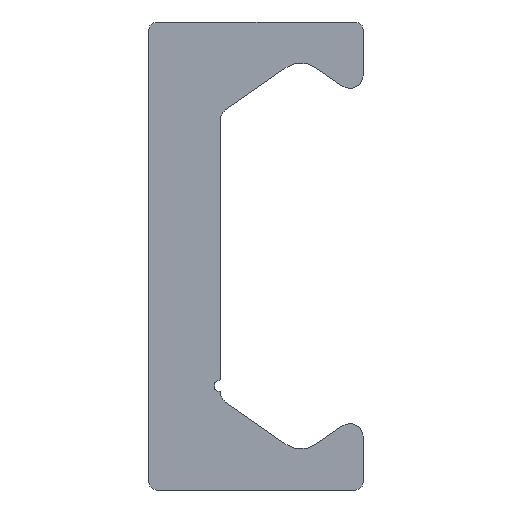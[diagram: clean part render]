
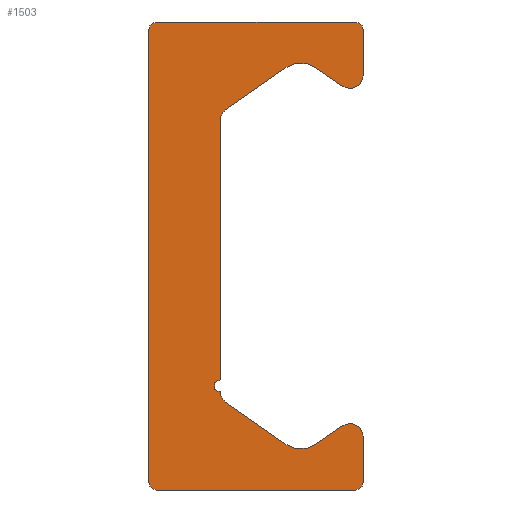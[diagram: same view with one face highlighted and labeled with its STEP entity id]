
A CAD part, left-side view. The second image highlights one B-rep face of the part: STEP entity #1503.
In plain terms, the highlighted planar face has unit normal (-1, 0, 0).
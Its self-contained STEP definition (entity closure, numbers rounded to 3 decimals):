
#708=CARTESIAN_POINT('',(0.0,3.825,-9.));
#709=VERTEX_POINT('',#708);
#716=CARTESIAN_POINT('',(0.0,4.125,-8.7));
#717=VERTEX_POINT('',#716);
#718=CARTESIAN_POINT('',(0.0,3.825,-8.7));
#719=DIRECTION('',(1.0,0.0,0.0));
#720=DIRECTION('',(0.0,0.0,-1.0));
#721=AXIS2_PLACEMENT_3D('',#718,#719,#720);
#722=CIRCLE('',#721,0.3);
#723=EDGE_CURVE('',#709,#717,#722,.T.);
#747=CARTESIAN_POINT('',(0.0,-3.825,-9.));
#748=VERTEX_POINT('',#747);
#755=CARTESIAN_POINT('',(0.0,-3.825,-9.));
#756=DIRECTION('',(0.0,1.0,0.0));
#757=VECTOR('',#756,7.65);
#758=LINE('',#755,#757);
#759=EDGE_CURVE('',#748,#709,#758,.T.);
#779=CARTESIAN_POINT('',(0.0,-4.125,-8.7));
#780=VERTEX_POINT('',#779);
#787=CARTESIAN_POINT('',(0.0,-3.825,-8.7));
#788=DIRECTION('',(1.0,0.0,0.0));
#789=DIRECTION('',(0.0,-1.0,0.0));
#790=AXIS2_PLACEMENT_3D('',#787,#788,#789);
#791=CIRCLE('',#790,0.3);
#792=EDGE_CURVE('',#780,#748,#791,.T.);
#811=CARTESIAN_POINT('',(0.0,-4.125,-6.925));
#812=VERTEX_POINT('',#811);
#819=CARTESIAN_POINT('',(0.0,-4.125,-6.925));
#820=DIRECTION('',(0.0,0.0,-1.0));
#821=VECTOR('',#820,1.775);
#822=LINE('',#819,#821);
#823=EDGE_CURVE('',#812,#780,#822,.T.);
#843=CARTESIAN_POINT('',(0.0,-3.338,-6.515));
#844=VERTEX_POINT('',#843);
#851=CARTESIAN_POINT('',(0.0,-3.625,-6.925));
#852=DIRECTION('',(1.0,0.0,0.0));
#853=DIRECTION('',(0.0,0.574,0.819));
#854=AXIS2_PLACEMENT_3D('',#851,#852,#853);
#855=CIRCLE('',#854,0.5);
#856=EDGE_CURVE('',#844,#812,#855,.T.);
#875=CARTESIAN_POINT('',(0.0,-2.299,-7.243));
#876=VERTEX_POINT('',#875);
#883=CARTESIAN_POINT('',(0.0,-2.299,-7.243));
#884=DIRECTION('',(0.0,-0.819,0.574));
#885=VECTOR('',#884,1.269);
#886=LINE('',#883,#885);
#887=EDGE_CURVE('',#876,#844,#886,.T.);
#907=CARTESIAN_POINT('',(0.0,-1.151,-7.243));
#908=VERTEX_POINT('',#907);
#915=CARTESIAN_POINT('',(0.0,-1.725,-6.424));
#916=DIRECTION('',(-1.0,0.0,0.0));
#917=DIRECTION('',(0.0,0.574,0.819));
#918=AXIS2_PLACEMENT_3D('',#915,#916,#917);
#919=CIRCLE('',#918,1.0);
#920=EDGE_CURVE('',#908,#876,#919,.T.);
#939=CARTESIAN_POINT('',(0.0,1.162,-5.624));
#940=VERTEX_POINT('',#939);
#947=CARTESIAN_POINT('',(0.0,1.162,-5.624));
#948=DIRECTION('',(0.0,-0.819,-0.574));
#949=VECTOR('',#948,2.824);
#950=LINE('',#947,#949);
#951=EDGE_CURVE('',#940,#908,#950,.T.);
#971=CARTESIAN_POINT('',(0.0,1.375,-5.214));
#972=VERTEX_POINT('',#971);
#979=CARTESIAN_POINT('',(0.0,0.875,-5.214));
#980=DIRECTION('',(-1.0,0.0,0.0));
#981=DIRECTION('',(0.0,-0.574,0.819));
#982=AXIS2_PLACEMENT_3D('',#979,#980,#981);
#983=CIRCLE('',#982,0.5);
#984=EDGE_CURVE('',#972,#940,#983,.T.);
#1003=CARTESIAN_POINT('',(0.0,1.375,-5.25));
#1004=VERTEX_POINT('',#1003);
#1011=CARTESIAN_POINT('',(0.0,1.375,-5.25));
#1012=DIRECTION('',(0.0,0.0,1.0));
#1013=VECTOR('',#1012,0.036);
#1014=LINE('',#1011,#1013);
#1015=EDGE_CURVE('',#1004,#972,#1014,.T.);
#1035=CARTESIAN_POINT('',(0.0,1.375,-4.75));
#1036=VERTEX_POINT('',#1035);
#1043=CARTESIAN_POINT('',(0.0,1.375,-5.0));
#1044=DIRECTION('',(-1.0,0.0,0.0));
#1045=DIRECTION('',(0.0,0.0,1.0));
#1046=AXIS2_PLACEMENT_3D('',#1043,#1044,#1045);
#1047=CIRCLE('',#1046,0.25);
#1048=EDGE_CURVE('',#1036,#1004,#1047,.T.);
#1067=CARTESIAN_POINT('',(0.0,1.375,5.214));
#1068=VERTEX_POINT('',#1067);
#1075=CARTESIAN_POINT('',(0.0,1.375,5.214));
#1076=DIRECTION('',(0.0,0.0,-1.0));
#1077=VECTOR('',#1076,9.964);
#1078=LINE('',#1075,#1077);
#1079=EDGE_CURVE('',#1068,#1036,#1078,.T.);
#1138=CARTESIAN_POINT('',(0.0,1.162,5.624));
#1139=VERTEX_POINT('',#1138);
#1146=CARTESIAN_POINT('',(0.0,0.875,5.214));
#1147=DIRECTION('',(-1.0,0.0,0.0));
#1148=DIRECTION('',(0.0,-1.0,0.0));
#1149=AXIS2_PLACEMENT_3D('',#1146,#1147,#1148);
#1150=CIRCLE('',#1149,0.5);
#1151=EDGE_CURVE('',#1139,#1068,#1150,.T.);
#1170=CARTESIAN_POINT('',(0.0,-1.151,7.243));
#1171=VERTEX_POINT('',#1170);
#1178=CARTESIAN_POINT('',(0.0,-1.151,7.243));
#1179=DIRECTION('',(0.0,0.819,-0.574));
#1180=VECTOR('',#1179,2.824);
#1181=LINE('',#1178,#1180);
#1182=EDGE_CURVE('',#1171,#1139,#1181,.T.);
#1202=CARTESIAN_POINT('',(0.0,-2.299,7.243));
#1203=VERTEX_POINT('',#1202);
#1210=CARTESIAN_POINT('',(0.0,-1.725,6.424));
#1211=DIRECTION('',(-1.0,0.0,0.0));
#1212=DIRECTION('',(0.0,-0.574,-0.819));
#1213=AXIS2_PLACEMENT_3D('',#1210,#1211,#1212);
#1214=CIRCLE('',#1213,1.0);
#1215=EDGE_CURVE('',#1203,#1171,#1214,.T.);
#1234=CARTESIAN_POINT('',(0.0,-3.338,6.515));
#1235=VERTEX_POINT('',#1234);
#1242=CARTESIAN_POINT('',(0.0,-3.338,6.515));
#1243=DIRECTION('',(0.0,0.819,0.574));
#1244=VECTOR('',#1243,1.269);
#1245=LINE('',#1242,#1244);
#1246=EDGE_CURVE('',#1235,#1203,#1245,.T.);
#1266=CARTESIAN_POINT('',(0.0,-4.125,6.925));
#1267=VERTEX_POINT('',#1266);
#1274=CARTESIAN_POINT('',(0.0,-3.625,6.925));
#1275=DIRECTION('',(1.0,0.0,0.0));
#1276=DIRECTION('',(0.0,-1.0,0.0));
#1277=AXIS2_PLACEMENT_3D('',#1274,#1275,#1276);
#1278=CIRCLE('',#1277,0.5);
#1279=EDGE_CURVE('',#1267,#1235,#1278,.T.);
#1298=CARTESIAN_POINT('',(0.0,-4.125,8.7));
#1299=VERTEX_POINT('',#1298);
#1306=CARTESIAN_POINT('',(0.0,-4.125,8.7));
#1307=DIRECTION('',(0.0,0.0,-1.0));
#1308=VECTOR('',#1307,1.775);
#1309=LINE('',#1306,#1308);
#1310=EDGE_CURVE('',#1299,#1267,#1309,.T.);
#1330=CARTESIAN_POINT('',(0.0,-3.825,9.));
#1331=VERTEX_POINT('',#1330);
#1338=CARTESIAN_POINT('',(0.0,-3.825,8.7));
#1339=DIRECTION('',(1.0,0.0,0.0));
#1340=DIRECTION('',(0.0,0.0,1.0));
#1341=AXIS2_PLACEMENT_3D('',#1338,#1339,#1340);
#1342=CIRCLE('',#1341,0.3);
#1343=EDGE_CURVE('',#1331,#1299,#1342,.T.);
#1362=CARTESIAN_POINT('',(0.0,3.825,9.));
#1363=VERTEX_POINT('',#1362);
#1370=CARTESIAN_POINT('',(0.0,3.825,9.));
#1371=DIRECTION('',(0.0,-1.0,0.0));
#1372=VECTOR('',#1371,7.65);
#1373=LINE('',#1370,#1372);
#1374=EDGE_CURVE('',#1363,#1331,#1373,.T.);
#1394=CARTESIAN_POINT('',(0.0,4.125,8.7));
#1395=VERTEX_POINT('',#1394);
#1402=CARTESIAN_POINT('',(0.0,3.825,8.7));
#1403=DIRECTION('',(1.0,0.0,0.0));
#1404=DIRECTION('',(0.0,1.0,0.0));
#1405=AXIS2_PLACEMENT_3D('',#1402,#1403,#1404);
#1406=CIRCLE('',#1405,0.3);
#1407=EDGE_CURVE('',#1395,#1363,#1406,.T.);
#1425=CARTESIAN_POINT('',(0.0,4.125,-8.7));
#1426=DIRECTION('',(0.0,0.0,1.0));
#1427=VECTOR('',#1426,17.4);
#1428=LINE('',#1425,#1427);
#1429=EDGE_CURVE('',#717,#1395,#1428,.T.);
#1474=CARTESIAN_POINT('',(0.0,0.856,-0.029));
#1475=DIRECTION('',(1.0,0.0,0.0));
#1476=DIRECTION('',(0.0,0.0,-1.0));
#1477=AXIS2_PLACEMENT_3D('',#1474,#1475,#1476);
#1478=PLANE('',#1477);
#1479=ORIENTED_EDGE('',*,*,#1429,.F.);
#1480=ORIENTED_EDGE('',*,*,#723,.F.);
#1481=ORIENTED_EDGE('',*,*,#759,.F.);
#1482=ORIENTED_EDGE('',*,*,#792,.F.);
#1483=ORIENTED_EDGE('',*,*,#823,.F.);
#1484=ORIENTED_EDGE('',*,*,#856,.F.);
#1485=ORIENTED_EDGE('',*,*,#887,.F.);
#1486=ORIENTED_EDGE('',*,*,#920,.F.);
#1487=ORIENTED_EDGE('',*,*,#951,.F.);
#1488=ORIENTED_EDGE('',*,*,#984,.F.);
#1489=ORIENTED_EDGE('',*,*,#1015,.F.);
#1490=ORIENTED_EDGE('',*,*,#1048,.F.);
#1491=ORIENTED_EDGE('',*,*,#1079,.F.);
#1492=ORIENTED_EDGE('',*,*,#1151,.F.);
#1493=ORIENTED_EDGE('',*,*,#1182,.F.);
#1494=ORIENTED_EDGE('',*,*,#1215,.F.);
#1495=ORIENTED_EDGE('',*,*,#1246,.F.);
#1496=ORIENTED_EDGE('',*,*,#1279,.F.);
#1497=ORIENTED_EDGE('',*,*,#1310,.F.);
#1498=ORIENTED_EDGE('',*,*,#1343,.F.);
#1499=ORIENTED_EDGE('',*,*,#1374,.F.);
#1500=ORIENTED_EDGE('',*,*,#1407,.F.);
#1501=EDGE_LOOP('',(#1479,#1480,#1481,#1482,#1483,#1484,#1485,#1486,#1487,#1488,#1489,#1490,#1491,#1492,#1493,#1494,#1495,#1496,#1497,#1498,#1499,#1500));
#1502=FACE_OUTER_BOUND('',#1501,.T.);
#1503=ADVANCED_FACE('',(#1502),#1478,.F.);
